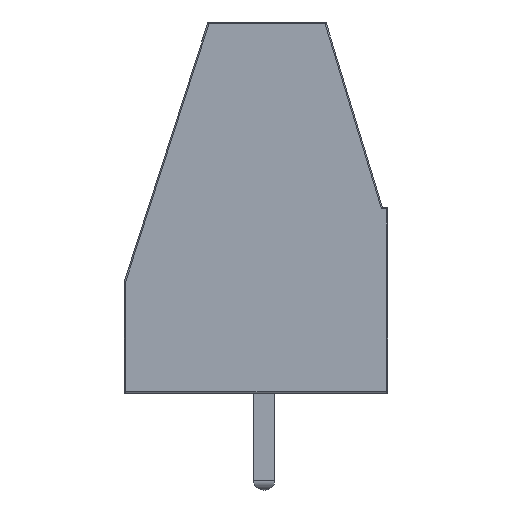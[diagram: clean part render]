
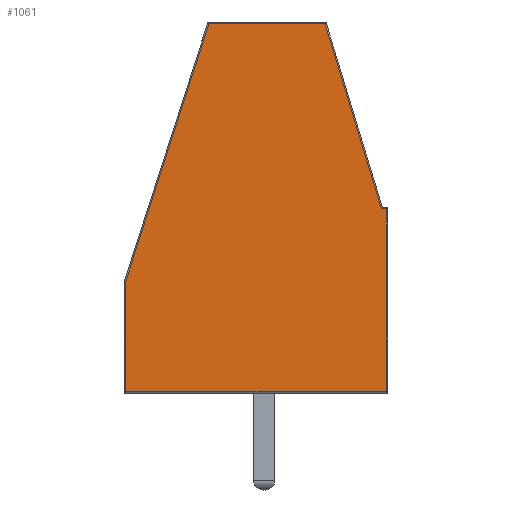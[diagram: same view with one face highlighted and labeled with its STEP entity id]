
A CAD part, left-side view. The second image highlights one B-rep face of the part: STEP entity #1061.
In plain terms, the highlighted planar face has unit normal (-1, 0, 0).
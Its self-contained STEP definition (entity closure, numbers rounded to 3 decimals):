
#167 = VERTEX_POINT('',#168);
#168 = CARTESIAN_POINT('',(-2.54,-2.263,13.85));
#183 = EDGE_CURVE('',#184,#167,#186,.T.);
#184 = VERTEX_POINT('',#185);
#185 = CARTESIAN_POINT('',(-2.54,-4.363,6.95));
#186 = LINE('',#187,#188);
#187 = CARTESIAN_POINT('',(-2.54,-4.352,6.985));
#188 = VECTOR('',#189,1.);
#189 = DIRECTION('',(0.,0.291,0.957));
#1041 = VERTEX_POINT('',#1042);
#1042 = CARTESIAN_POINT('',(-2.54,-4.55,6.95));
#1051 = EDGE_CURVE('',#1041,#184,#1052,.T.);
#1052 = LINE('',#1053,#1054);
#1053 = CARTESIAN_POINT('',(-2.54,-4.6,6.95));
#1054 = VECTOR('',#1055,1.);
#1055 = DIRECTION('',(0.,1.,0.));
#1061 = ADVANCED_FACE('',(#1062),#1104,.T.);
#1062 = FACE_BOUND('',#1063,.T.);
#1063 = EDGE_LOOP('',(#1064,#1072,#1073,#1074,#1082,#1090,#1098));
#1064 = ORIENTED_EDGE('',*,*,#1065,.T.);
#1065 = EDGE_CURVE('',#1066,#1041,#1068,.T.);
#1066 = VERTEX_POINT('',#1067);
#1067 = CARTESIAN_POINT('',(-2.54,-4.55,0.15));
#1068 = LINE('',#1069,#1070);
#1069 = CARTESIAN_POINT('',(-2.54,-4.55,0.1));
#1070 = VECTOR('',#1071,1.);
#1071 = DIRECTION('',(0.,0.,1.));
#1072 = ORIENTED_EDGE('',*,*,#1051,.T.);
#1073 = ORIENTED_EDGE('',*,*,#183,.T.);
#1074 = ORIENTED_EDGE('',*,*,#1075,.T.);
#1075 = EDGE_CURVE('',#167,#1076,#1078,.T.);
#1076 = VERTEX_POINT('',#1077);
#1077 = CARTESIAN_POINT('',(-2.54,2.044,13.85));
#1078 = LINE('',#1079,#1080);
#1079 = CARTESIAN_POINT('',(-2.54,-2.3,13.85));
#1080 = VECTOR('',#1081,1.);
#1081 = DIRECTION('',(0.,1.,0.));
#1082 = ORIENTED_EDGE('',*,*,#1083,.T.);
#1083 = EDGE_CURVE('',#1076,#1084,#1086,.T.);
#1084 = VERTEX_POINT('',#1085);
#1085 = CARTESIAN_POINT('',(-2.54,5.15,4.232));
#1086 = LINE('',#1087,#1088);
#1087 = CARTESIAN_POINT('',(-2.54,2.032,13.885));
#1088 = VECTOR('',#1089,1.);
#1089 = DIRECTION('',(0.,0.307,-0.952));
#1090 = ORIENTED_EDGE('',*,*,#1091,.T.);
#1091 = EDGE_CURVE('',#1084,#1092,#1094,.T.);
#1092 = VERTEX_POINT('',#1093);
#1093 = CARTESIAN_POINT('',(-2.54,5.15,0.15));
#1094 = LINE('',#1095,#1096);
#1095 = CARTESIAN_POINT('',(-2.54,5.15,4.24));
#1096 = VECTOR('',#1097,1.);
#1097 = DIRECTION('',(0.,0.,-1.));
#1098 = ORIENTED_EDGE('',*,*,#1099,.T.);
#1099 = EDGE_CURVE('',#1092,#1066,#1100,.T.);
#1100 = LINE('',#1101,#1102);
#1101 = CARTESIAN_POINT('',(-2.54,5.2,0.15));
#1102 = VECTOR('',#1103,1.);
#1103 = DIRECTION('',(0.,-1.,0.));
#1104 = PLANE('',#1105);
#1105 = AXIS2_PLACEMENT_3D('',#1106,#1107,#1108);
#1106 = CARTESIAN_POINT('',(-2.54,0.097,6.175));
#1107 = DIRECTION('',(-1.,0.,0.));
#1108 = DIRECTION('',(0.,0.,-1.));
